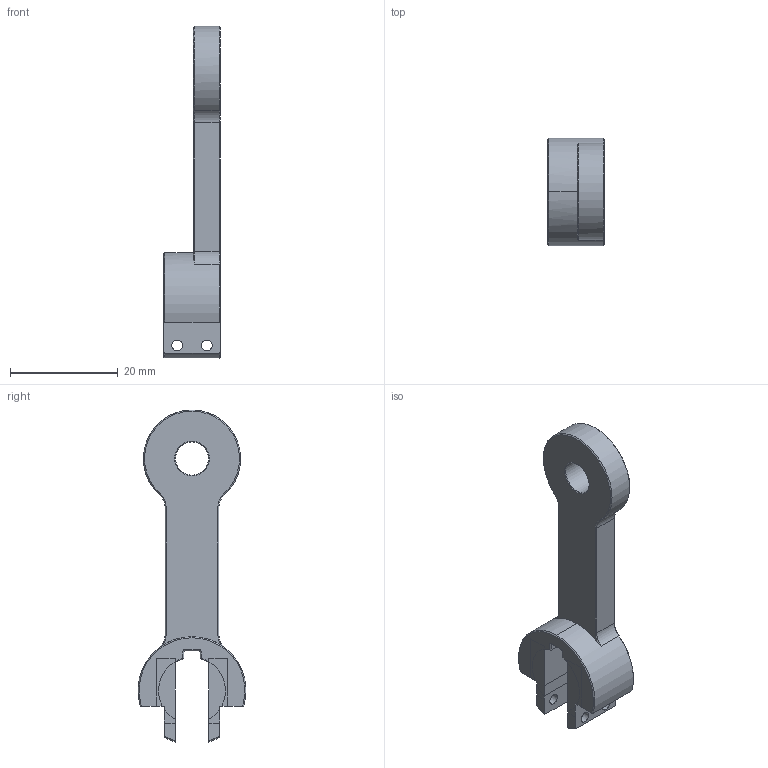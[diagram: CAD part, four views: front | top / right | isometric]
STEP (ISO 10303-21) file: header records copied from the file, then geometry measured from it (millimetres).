
FILE_DESCRIPTION(('FreeCAD Model'),'2;1');
FILE_NAME('Open CASCADE Shape Model','2024-08-13T09:16:36',('Author'),( ''),'Open CASCADE STEP processor 7.6','FreeCAD','Unknown');
FILE_SCHEMA(('AUTOMOTIVE_DESIGN { 1 0 10303 214 1 1 1 1 }'));
Length unit declared in the file: millimetre
Products named in the file (1): 16_Robot_LInk3_0_1_unit
Bounding box: 10.5 x 19.98 x 61.51 mm (x, y, z)
Volume: 4241.6 mm3; surface area: 2898.5 mm2
Topology: 1 solids, 1 shells, 93 faces, 252 edges, 159 vertices
Faces by surface type: plane 44, cone 31, cylinder 18
Full cylindrical faces by diameter (mm): 2 x4, 6.15 x1
Entity records: 3096 total; most frequent: CARTESIAN_POINT 683, DIRECTION 518, ORIENTED_EDGE 500, EDGE_CURVE 250, AXIS2_PLACEMENT_3D 196, VERTEX_POINT 159, LINE 126, VECTOR 126
